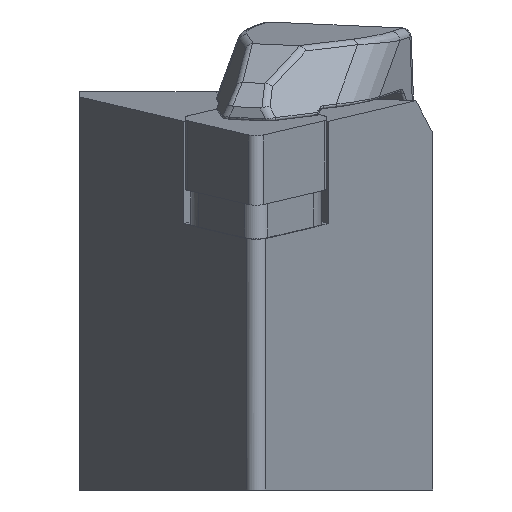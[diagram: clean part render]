
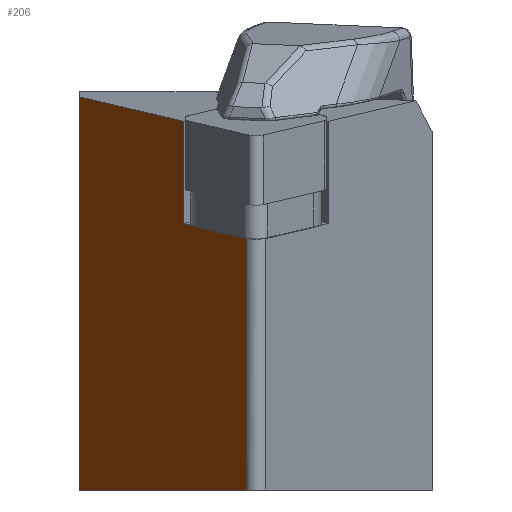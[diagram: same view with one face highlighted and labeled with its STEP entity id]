
A CAD part, left-side view. The second image highlights one B-rep face of the part: STEP entity #206.
In plain terms, the highlighted planar face has unit normal (-0.458, 0.887, -0.056).
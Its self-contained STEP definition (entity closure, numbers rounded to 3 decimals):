
#206=ADVANCED_FACE('',(#395),#337,.F.);
#337=PLANE('',#2271);
#395=FACE_OUTER_BOUND('',#521,.T.);
#521=EDGE_LOOP('',(#1063,#1064,#1065,#1066,#1067,#1068,#1069));
#650=LINE('',#3155,#830);
#661=LINE('',#3186,#841);
#681=LINE('',#3235,#861);
#686=LINE('',#3256,#866);
#687=LINE('',#3258,#867);
#688=LINE('',#3259,#868);
#689=LINE('',#3261,#869);
#830=VECTOR('',#2496,1.);
#841=VECTOR('',#2519,1.);
#861=VECTOR('',#2551,1.);
#866=VECTOR('',#2566,1.);
#867=VECTOR('',#2567,1.);
#868=VECTOR('',#2568,1.);
#869=VECTOR('',#2569,1.);
#1063=ORIENTED_EDGE('',*,*,#1900,.T.);
#1064=ORIENTED_EDGE('',*,*,#1855,.T.);
#1065=ORIENTED_EDGE('',*,*,#1901,.T.);
#1066=ORIENTED_EDGE('',*,*,#1869,.F.);
#1067=ORIENTED_EDGE('',*,*,#1892,.F.);
#1068=ORIENTED_EDGE('',*,*,#1902,.F.);
#1069=ORIENTED_EDGE('',*,*,#1903,.T.);
#1654=VERTEX_POINT('',#3152);
#1655=VERTEX_POINT('',#3154);
#1662=VERTEX_POINT('',#3172);
#1669=VERTEX_POINT('',#3185);
#1688=VERTEX_POINT('',#3234);
#1693=VERTEX_POINT('',#3257);
#1694=VERTEX_POINT('',#3260);
#1855=EDGE_CURVE('',#1654,#1655,#650,.T.);
#1869=EDGE_CURVE('',#1669,#1662,#661,.T.);
#1892=EDGE_CURVE('',#1688,#1669,#681,.T.);
#1900=EDGE_CURVE('',#1693,#1654,#686,.T.);
#1901=EDGE_CURVE('',#1655,#1662,#687,.T.);
#1902=EDGE_CURVE('',#1694,#1688,#688,.T.);
#1903=EDGE_CURVE('',#1694,#1693,#689,.T.);
#2271=AXIS2_PLACEMENT_3D('',#3262,#2570,#2571);
#2496=DIRECTION('',(0.88,0.462,0.108));
#2519=DIRECTION('',(-0.88,-0.462,-0.108));
#2551=DIRECTION('',(-0.122,0.,0.993));
#2566=DIRECTION('',(0.88,0.462,0.108));
#2567=DIRECTION('',(-0.122,0.,0.993));
#2568=DIRECTION('',(0.888,0.459,0.));
#2569=DIRECTION('',(-0.122,0.,0.993));
#2570=DIRECTION('',(0.458,-0.887,0.056));
#2571=DIRECTION('',(0.888,0.459,0.));
#3152=CARTESIAN_POINT('',(13.552,-10.241,-8.038));
#3154=CARTESIAN_POINT('',(15.038,-9.461,-7.856));
#3155=CARTESIAN_POINT('',(4.262,-15.113,-9.179));
#3172=CARTESIAN_POINT('',(13.901,-9.461,1.405));
#3185=CARTESIAN_POINT('',(31.94,0.,3.62));
#3186=CARTESIAN_POINT('',(3.125,-15.113,0.081));
#3234=CARTESIAN_POINT('',(36.314,0.,-32.));
#3235=CARTESIAN_POINT('',(36.766,0.,-35.685));
#3256=CARTESIAN_POINT('',(4.262,-15.113,-9.179));
#3257=CARTESIAN_POINT('',(4.262,-15.113,-9.179));
#3258=CARTESIAN_POINT('',(13.819,-9.461,2.07));
#3259=CARTESIAN_POINT('',(7.764,-14.751,-32.));
#3260=CARTESIAN_POINT('',(7.064,-15.113,-32.));
#3261=CARTESIAN_POINT('',(7.951,-15.113,-39.223));
#3262=CARTESIAN_POINT('',(7.951,-15.113,-39.223));
